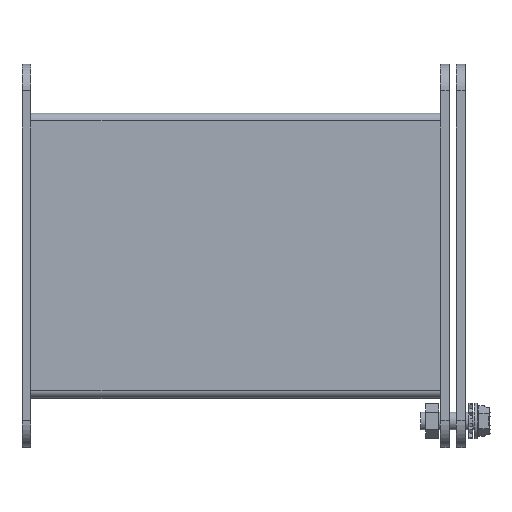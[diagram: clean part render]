
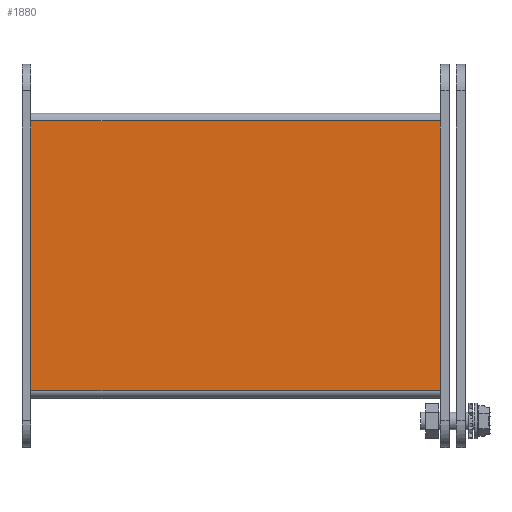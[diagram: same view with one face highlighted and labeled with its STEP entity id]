
A CAD part, top view. The second image highlights one B-rep face of the part: STEP entity #1880.
In plain terms, the highlighted planar face has unit normal (0, 0, 1).
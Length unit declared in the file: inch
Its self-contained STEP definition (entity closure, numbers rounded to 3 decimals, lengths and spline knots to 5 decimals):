
#266 = LINE ( 'NONE', #3398, #4068 ) ;
#281 = DIRECTION ( 'NONE',  ( -1., 0., 0. ) ) ;
#468 = EDGE_CURVE ( 'NONE', #1449, #1354, #266, .T. ) ;
#810 = ORIENTED_EDGE ( 'NONE', *, *, #5362, .F. ) ;
#851 = VECTOR ( 'NONE', #3696, 39.37008 ) ;
#989 = CARTESIAN_POINT ( 'NONE',  ( -2.875, -1.892, 2. ) ) ;
#1050 = CARTESIAN_POINT ( 'NONE',  ( -2.875, -2., 2. ) ) ;
#1103 = DIRECTION ( 'NONE',  ( 1., 0., 0. ) ) ;
#1354 = VERTEX_POINT ( 'NONE', #2182 ) ;
#1449 = VERTEX_POINT ( 'NONE', #3100 ) ;
#1555 = LINE ( 'NONE', #4126, #851 ) ;
#1849 = FACE_OUTER_BOUND ( 'NONE', #5230, .T. ) ;
#1880 = ADVANCED_FACE ( 'NONE', ( #1849 ), #3640, .F. ) ;
#1970 = VECTOR ( 'NONE', #281, 39.37008 ) ;
#2015 = ORIENTED_EDGE ( 'NONE', *, *, #468, .F. ) ;
#2182 = CARTESIAN_POINT ( 'NONE',  ( 2.875, 1.892, 2. ) ) ;
#2378 = LINE ( 'NONE', #2879, #1970 ) ;
#2396 = EDGE_CURVE ( 'NONE', #5501, #4276, #2378, .T. ) ;
#2719 = DIRECTION ( 'NONE',  ( 0., 1., 0. ) ) ;
#2837 = CARTESIAN_POINT ( 'NONE',  ( 2.875, 1.927, 2. ) ) ;
#2879 = CARTESIAN_POINT ( 'NONE',  ( -2.875, -1.892, 2. ) ) ;
#2937 = EDGE_CURVE ( 'NONE', #5501, #1354, #5513, .T. ) ;
#3055 = VECTOR ( 'NONE', #5056, 39.37008 ) ;
#3100 = CARTESIAN_POINT ( 'NONE',  ( -2.875, 1.892, 2. ) ) ;
#3398 = CARTESIAN_POINT ( 'NONE',  ( -2.875, 1.892, 2. ) ) ;
#3640 = PLANE ( 'NONE',  #4540 ) ;
#3696 = DIRECTION ( 'NONE',  ( 0., 1., 0. ) ) ;
#4016 = ORIENTED_EDGE ( 'NONE', *, *, #2396, .F. ) ;
#4068 = VECTOR ( 'NONE', #1103, 39.37008 ) ;
#4126 = CARTESIAN_POINT ( 'NONE',  ( -2.875, 2., 2. ) ) ;
#4276 = VERTEX_POINT ( 'NONE', #989 ) ;
#4540 = AXIS2_PLACEMENT_3D ( 'NONE', #1050, #5393, #2719 ) ;
#4784 = ORIENTED_EDGE ( 'NONE', *, *, #2937, .T. ) ;
#5056 = DIRECTION ( 'NONE',  ( 0., 1., 0. ) ) ;
#5230 = EDGE_LOOP ( 'NONE', ( #2015, #810, #4016, #4784 ) ) ;
#5362 = EDGE_CURVE ( 'NONE', #4276, #1449, #1555, .T. ) ;
#5393 = DIRECTION ( 'NONE',  ( 0., 0., -1. ) ) ;
#5501 = VERTEX_POINT ( 'NONE', #5660 ) ;
#5513 = LINE ( 'NONE', #2837, #3055 ) ;
#5660 = CARTESIAN_POINT ( 'NONE',  ( 2.875, -1.892, 2. ) ) ;
